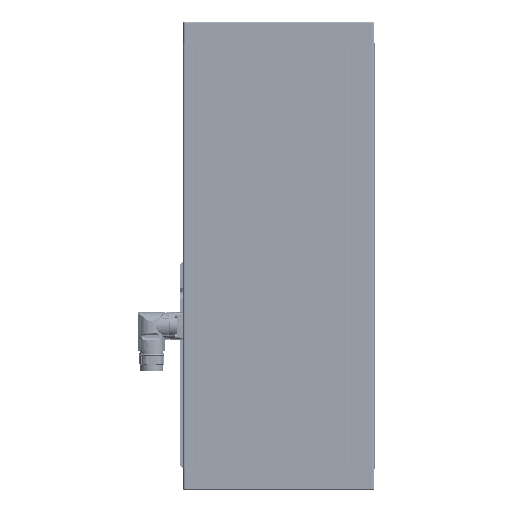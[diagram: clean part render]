
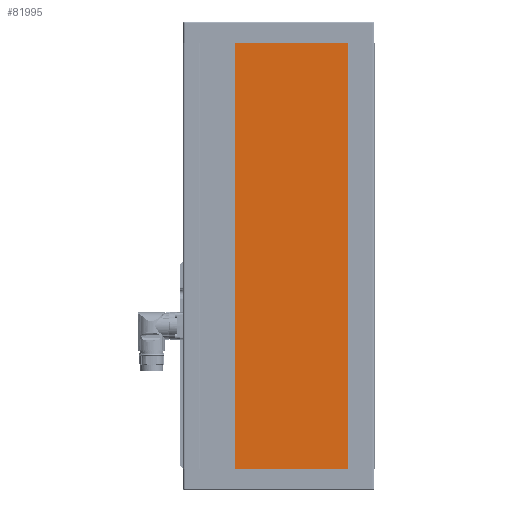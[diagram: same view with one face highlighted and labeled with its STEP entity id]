
A CAD part, left-side view. The second image highlights one B-rep face of the part: STEP entity #81995.
In plain terms, the highlighted planar face has unit normal (-1, 0, 0).
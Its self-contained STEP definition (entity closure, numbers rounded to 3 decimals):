
#221 = LINE ( 'NONE', #164841, #105399 ) ;
#455 = CARTESIAN_POINT ( 'NONE',  ( 0., -90., 0. ) ) ;
#10977 = CARTESIAN_POINT ( 'NONE',  ( 0., -90., 400. ) ) ;
#15006 = DIRECTION ( 'NONE',  ( 1., 0., 0. ) ) ;
#18453 = EDGE_CURVE ( 'NONE', #156958, #153477, #92557, .T. ) ;
#33091 = DIRECTION ( 'NONE',  ( 0., 0., 1. ) ) ;
#39497 = DIRECTION ( 'NONE',  ( 0., -1., 0. ) ) ;
#40099 = DIRECTION ( 'NONE',  ( 0., 0., -1. ) ) ;
#48600 = VECTOR ( 'NONE', #56637, 1000. ) ;
#53822 = VERTEX_POINT ( 'NONE', #118870 ) ;
#56637 = DIRECTION ( 'NONE',  ( 0., -1., 0. ) ) ;
#56679 = LINE ( 'NONE', #176790, #102175 ) ;
#60874 = VECTOR ( 'NONE', #33091, 1000. ) ;
#64477 = AXIS2_PLACEMENT_3D ( 'NONE', #10977, #15006, #40099 ) ;
#68224 = ORIENTED_EDGE ( 'NONE', *, *, #155021, .F. ) ;
#71179 = ORIENTED_EDGE ( 'NONE', *, *, #152494, .F. ) ;
#72524 = LINE ( 'NONE', #169263, #60874 ) ;
#81995 = ADVANCED_FACE ( 'NONE', ( #147044 ), #133610, .F. ) ;
#82728 = DIRECTION ( 'NONE',  ( 0., 0., 1. ) ) ;
#92557 = LINE ( 'NONE', #455, #48600 ) ;
#95977 = CARTESIAN_POINT ( 'NONE',  ( 0., 40.9, 400. ) ) ;
#99797 = CARTESIAN_POINT ( 'NONE',  ( 0., 40.9, 0. ) ) ;
#102175 = VECTOR ( 'NONE', #82728, 1000. ) ;
#105399 = VECTOR ( 'NONE', #39497, 1000. ) ;
#111027 = CARTESIAN_POINT ( 'NONE',  ( 0., -65.4, 0. ) ) ;
#112610 = ORIENTED_EDGE ( 'NONE', *, *, #18453, .T. ) ;
#113238 = ORIENTED_EDGE ( 'NONE', *, *, #136237, .T. ) ;
#118063 = VERTEX_POINT ( 'NONE', #95977 ) ;
#118870 = CARTESIAN_POINT ( 'NONE',  ( 0., -65.4, 400. ) ) ;
#133610 = PLANE ( 'NONE',  #64477 ) ;
#136237 = EDGE_CURVE ( 'NONE', #153477, #53822, #72524, .T. ) ;
#147044 = FACE_OUTER_BOUND ( 'NONE', #153746, .T. ) ;
#152494 = EDGE_CURVE ( 'NONE', #156958, #118063, #56679, .T. ) ;
#153477 = VERTEX_POINT ( 'NONE', #111027 ) ;
#153746 = EDGE_LOOP ( 'NONE', ( #68224, #71179, #112610, #113238 ) ) ;
#155021 = EDGE_CURVE ( 'NONE', #118063, #53822, #221, .T. ) ;
#156958 = VERTEX_POINT ( 'NONE', #99797 ) ;
#164841 = CARTESIAN_POINT ( 'NONE',  ( 0., -90., 400. ) ) ;
#169263 = CARTESIAN_POINT ( 'NONE',  ( 0., -65.4, 400. ) ) ;
#176790 = CARTESIAN_POINT ( 'NONE',  ( 0., 40.9, 0. ) ) ;
